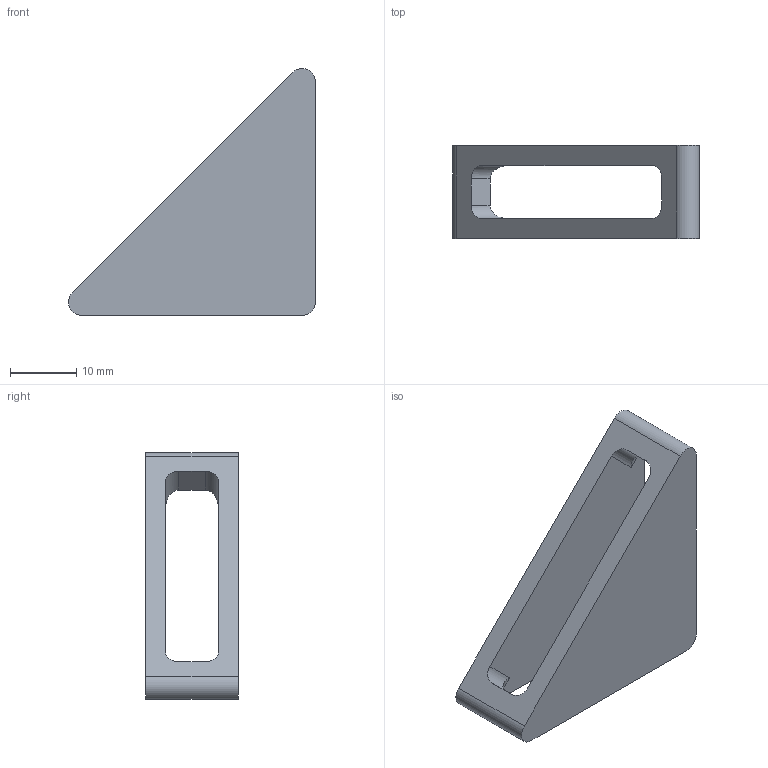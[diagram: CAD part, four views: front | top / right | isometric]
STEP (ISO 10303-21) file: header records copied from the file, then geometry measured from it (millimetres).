
FILE_DESCRIPTION(/* description */ (''),/* implementation_level */ '2;1');
FILE_NAME(/* name */ 'table-corners.stp',/* time_stamp */ '2019-10-11T10:10:35-06:00',/* author */ ('njk024'),/* organization */ (''),/* preprocessor_version */ 'ST-DEVELOPER v18',/* originating_system */ 'Autodesk Inventor 2020',/* authorisation */ '');
FILE_SCHEMA (('AUTOMOTIVE_DESIGN { 1 0 10303 214 3 1 1 }'));
Length unit declared in the file: millimetre
Products named in the file (1): table-corners
Bounding box: 37.17 x 14 x 37.17 mm (x, y, z)
Volume: 5069.4 mm3; surface area: 4085.1 mm2
Topology: 1 solids, 1 shells, 23 faces, 62 edges, 40 vertices
Faces by surface type: cylinder 12, plane 11
Entity records: 769 total; most frequent: DIRECTION 130, CARTESIAN_POINT 126, ORIENTED_EDGE 124, EDGE_CURVE 62, AXIS2_PLACEMENT_3D 44, LINE 42, VECTOR 42, VERTEX_POINT 40
